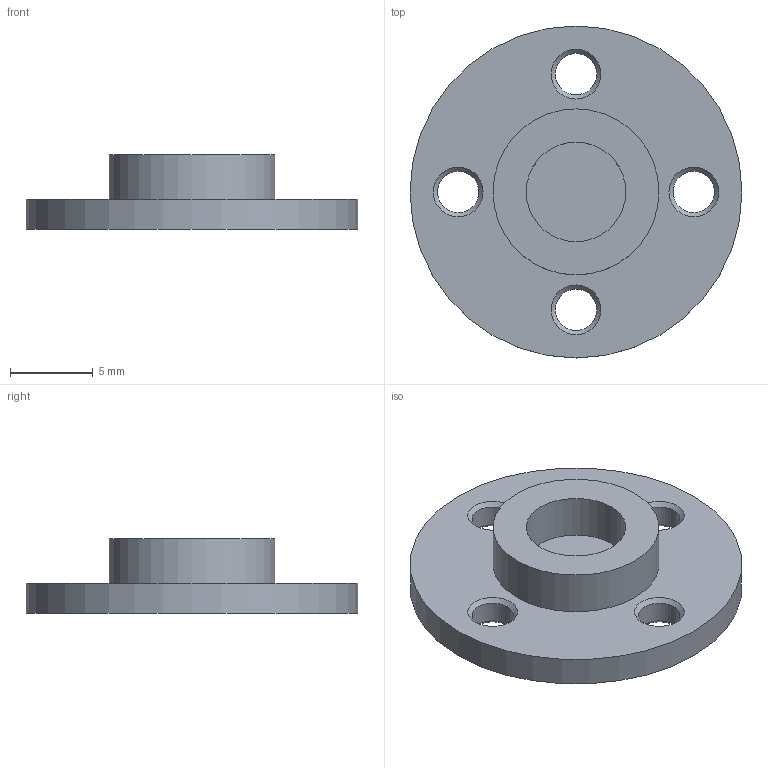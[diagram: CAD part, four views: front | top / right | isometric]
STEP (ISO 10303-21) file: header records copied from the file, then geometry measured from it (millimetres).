
FILE_DESCRIPTION(/* description */ (''),/* implementation_level */ '2;1');
FILE_NAME(/* name */ 'FlangeHorn.stp',/* time_stamp */ '2023-04-16T23:54:03-04:00',/* author */ (''),/* organization */ (''),/* preprocessor_version */ 'ST-DEVELOPER v18.102',/* originating_system */ 'SIEMENS PLM Software NX2206.6002',/* authorisation */ '');
FILE_SCHEMA (('AUTOMOTIVE_DESIGN { 1 0 10303 214 3 1 1 1 }'));
Length unit declared in the file: millimetre
Products named in the file (1): FlangeHorn
Bounding box: 20 x 20 x 4.5 mm (x, y, z)
Volume: 663.8 mm3; surface area: 885.9 mm2
Topology: 1 solids, 1 shells, 19 faces, 41 edges, 26 vertices
Faces by surface type: cone 8, cylinder 7, plane 4
Full cylindrical faces by diameter (mm): 2.5 x4, 6 x1, 10 x1, 20 x1
Entity records: 454 total; most frequent: DIRECTION 84, CARTESIAN_POINT 64, EDGE_LOOP 44, ORIENTED_EDGE 44, FACE_BOUND 43, AXIS2_PLACEMENT_3D 42, VERTEX_POINT 22, EDGE_CURVE 22
